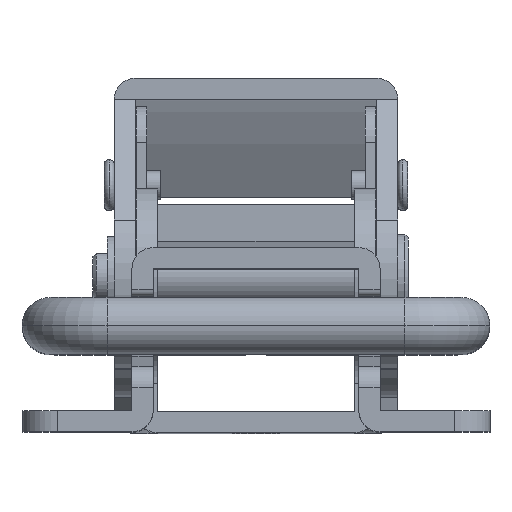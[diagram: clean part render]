
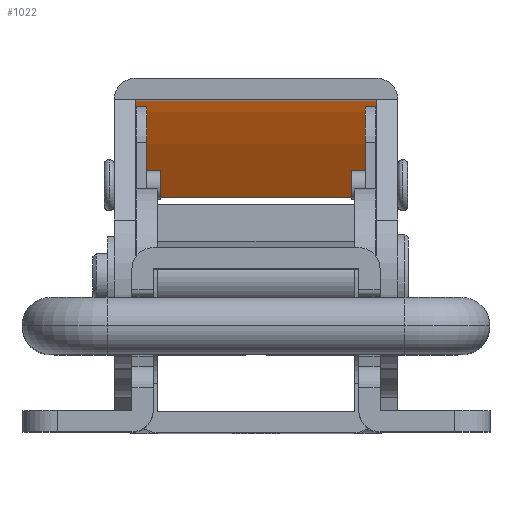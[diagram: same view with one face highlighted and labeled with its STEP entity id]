
A CAD part, top view. The second image highlights one B-rep face of the part: STEP entity #1022.
In plain terms, the highlighted cylindrical face has radius 497 mm (diameter 994 mm), a partial arc.
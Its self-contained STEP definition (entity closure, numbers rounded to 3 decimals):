
#1022 = ADVANCED_FACE ( 'NONE', ( #3274 ), #3275, .F. ) ;
#1073 = EDGE_CURVE ( 'NONE', #2521, #2523, #3326, .T. ) ;
#1621 = EDGE_LOOP ( 'NONE', ( #2683, #2685, #2684, #2686 ) ) ;
#2277 = EDGE_CURVE ( 'NONE', #2505, #2506, #5602, .T. ) ;
#2278 = EDGE_CURVE ( 'NONE', #2521, #2505, #5877, .T. ) ;
#2279 = EDGE_CURVE ( 'NONE', #2523, #2506, #5874, .T. ) ;
#2505 = VERTEX_POINT ( 'NONE', #6575 ) ;
#2506 = VERTEX_POINT ( 'NONE', #6576 ) ;
#2521 = VERTEX_POINT ( 'NONE', #6591 ) ;
#2523 = VERTEX_POINT ( 'NONE', #6593 ) ;
#2683 = ORIENTED_EDGE ( 'NONE', *, *, #2278, .T. ) ;
#2684 = ORIENTED_EDGE ( 'NONE', *, *, #2279, .F. ) ;
#2685 = ORIENTED_EDGE ( 'NONE', *, *, #2277, .T. ) ;
#2686 = ORIENTED_EDGE ( 'NONE', *, *, #1073, .F. ) ;
#3274 = FACE_OUTER_BOUND ( 'NONE', #1621, .T. ) ;
#3275 = CYLINDRICAL_SURFACE ( 'NONE', #3543, 497. ) ;
#3326 = LINE ( 'NONE', #3936, #3609 ) ;
#3543 = AXIS2_PLACEMENT_3D ( 'NONE', #3750, #3751, #3752 ) ;
#3609 = VECTOR ( 'NONE', #3937, 1000. ) ;
#3750 = CARTESIAN_POINT ( 'NONE',  ( 100., -472., 17. ) ) ;
#3751 = DIRECTION ( 'NONE',  ( 0., 0., -1. ) ) ;
#3752 = DIRECTION ( 'NONE',  ( -1., 0., 0. ) ) ;
#3936 = CARTESIAN_POINT ( 'NONE',  ( 215., 11.512, 17. ) ) ;
#3937 = DIRECTION ( 'NONE',  ( 0., 0., -1. ) ) ;
#5602 = LINE ( 'NONE', #5989, #5878 ) ;
#5874 = CIRCLE ( 'NONE', #5881, 497. ) ;
#5877 = CIRCLE ( 'NONE', #5879, 497. ) ;
#5878 = VECTOR ( 'NONE', #5990, 1000. ) ;
#5879 = AXIS2_PLACEMENT_3D ( 'NONE', #5991, #5992, #5993 ) ;
#5881 = AXIS2_PLACEMENT_3D ( 'NONE', #5994, #5995, #5996 ) ;
#5989 = CARTESIAN_POINT ( 'NONE',  ( 100., 25., 17. ) ) ;
#5990 = DIRECTION ( 'NONE',  ( 0., 0., -1. ) ) ;
#5991 = CARTESIAN_POINT ( 'NONE',  ( 100., -472., 17. ) ) ;
#5992 = DIRECTION ( 'NONE',  ( 0., 0., 1. ) ) ;
#5993 = DIRECTION ( 'NONE',  ( 1., 0., 0. ) ) ;
#5994 = CARTESIAN_POINT ( 'NONE',  ( 100., -472., -17. ) ) ;
#5995 = DIRECTION ( 'NONE',  ( 0., 0., 1. ) ) ;
#5996 = DIRECTION ( 'NONE',  ( 1., 0., 0. ) ) ;
#6575 = CARTESIAN_POINT ( 'NONE',  ( 100., 25., 17. ) ) ;
#6576 = CARTESIAN_POINT ( 'NONE',  ( 100., 25., -17. ) ) ;
#6591 = CARTESIAN_POINT ( 'NONE',  ( 215., 11.512, 17. ) ) ;
#6593 = CARTESIAN_POINT ( 'NONE',  ( 215., 11.512, -17. ) ) ;
